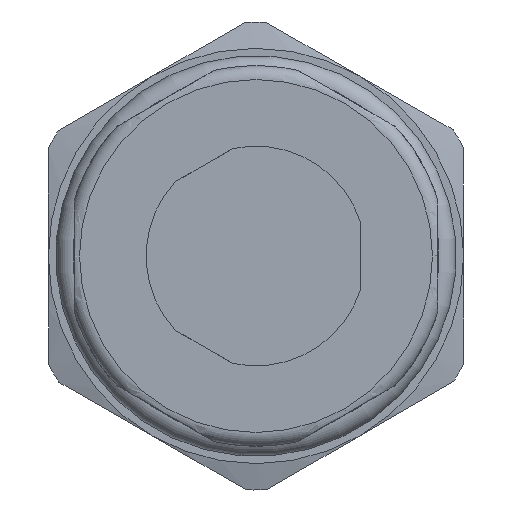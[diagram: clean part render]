
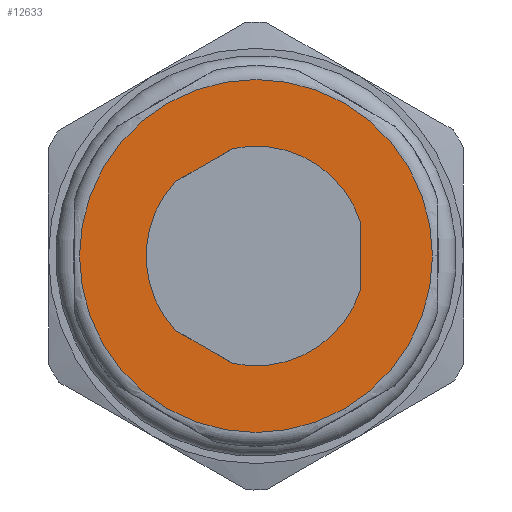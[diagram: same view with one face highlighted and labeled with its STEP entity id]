
A CAD part, left-side view. The second image highlights one B-rep face of the part: STEP entity #12633.
In plain terms, the highlighted planar face has unit normal (-1, 0, 0).
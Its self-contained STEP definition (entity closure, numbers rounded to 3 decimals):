
#370=PLANE('',#13400);
#674=FACE_BOUND('',#1452,.T.);
#734=FACE_OUTER_BOUND('',#1451,.T.);
#1451=EDGE_LOOP('',(#8239,#8240));
#1452=EDGE_LOOP('',(#8241,#8242,#8243,#8244,#8245,#8246));
#2229=CIRCLE('',#13401,10.2);
#2230=CIRCLE('',#13402,10.2);
#2231=CIRCLE('',#13403,6.35);
#2232=CIRCLE('',#13404,6.35);
#2233=CIRCLE('',#13405,6.35);
#3388=LINE('',#21287,#4100);
#3389=LINE('',#21291,#4101);
#3390=LINE('',#21295,#4102);
#4100=VECTOR('',#14081,10.);
#4101=VECTOR('',#14084,10.);
#4102=VECTOR('',#14087,10.);
#5003=VERTEX_POINT('',#21281);
#5004=VERTEX_POINT('',#21282);
#5005=VERTEX_POINT('',#21285);
#5006=VERTEX_POINT('',#21286);
#5007=VERTEX_POINT('',#21288);
#5008=VERTEX_POINT('',#21290);
#5009=VERTEX_POINT('',#21292);
#5010=VERTEX_POINT('',#21294);
#6299=EDGE_CURVE('',#5003,#5004,#2229,.T.);
#6300=EDGE_CURVE('',#5004,#5003,#2230,.T.);
#6301=EDGE_CURVE('',#5005,#5006,#3388,.T.);
#6302=EDGE_CURVE('',#5006,#5007,#2231,.T.);
#6303=EDGE_CURVE('',#5007,#5008,#3389,.T.);
#6304=EDGE_CURVE('',#5008,#5009,#2232,.T.);
#6305=EDGE_CURVE('',#5009,#5010,#3390,.T.);
#6306=EDGE_CURVE('',#5010,#5005,#2233,.T.);
#8239=ORIENTED_EDGE('',*,*,#6299,.F.);
#8240=ORIENTED_EDGE('',*,*,#6300,.F.);
#8241=ORIENTED_EDGE('',*,*,#6301,.T.);
#8242=ORIENTED_EDGE('',*,*,#6302,.T.);
#8243=ORIENTED_EDGE('',*,*,#6303,.T.);
#8244=ORIENTED_EDGE('',*,*,#6304,.T.);
#8245=ORIENTED_EDGE('',*,*,#6305,.T.);
#8246=ORIENTED_EDGE('',*,*,#6306,.T.);
#12633=ADVANCED_FACE('',(#734,#674),#370,.T.);
#13400=AXIS2_PLACEMENT_3D('',#21280,#14075,#14076);
#13401=AXIS2_PLACEMENT_3D('',#21283,#14077,#14078);
#13402=AXIS2_PLACEMENT_3D('',#21284,#14079,#14080);
#13403=AXIS2_PLACEMENT_3D('',#21289,#14082,#14083);
#13404=AXIS2_PLACEMENT_3D('',#21293,#14085,#14086);
#13405=AXIS2_PLACEMENT_3D('',#21296,#14088,#14089);
#14075=DIRECTION('center_axis',(-1.,0.,0.));
#14076=DIRECTION('ref_axis',(0.,0.,1.));
#14077=DIRECTION('center_axis',(1.,0.,0.));
#14078=DIRECTION('ref_axis',(0.,-1.,0.));
#14079=DIRECTION('center_axis',(1.,0.,0.));
#14080=DIRECTION('ref_axis',(0.,-1.,0.));
#14081=DIRECTION('',(0.,0.866,0.5));
#14082=DIRECTION('center_axis',(1.,0.,0.));
#14083=DIRECTION('ref_axis',(0.,-0.739,-0.673));
#14084=DIRECTION('',(0.,-0.866,0.5));
#14085=DIRECTION('center_axis',(1.,0.,0.));
#14086=DIRECTION('ref_axis',(0.,0.953,-0.304));
#14087=DIRECTION('',(0.,0.,-1.));
#14088=DIRECTION('center_axis',(1.,0.,0.));
#14089=DIRECTION('ref_axis',(0.,-0.213,0.977));
#21280=CARTESIAN_POINT('Origin',(0.,8.525,0.));
#21281=CARTESIAN_POINT('',(0.,10.2,0.));
#21282=CARTESIAN_POINT('',(0.,0.,10.2));
#21283=CARTESIAN_POINT('Origin',(0.,0.,0.));
#21284=CARTESIAN_POINT('Origin',(0.,0.,0.));
#21285=CARTESIAN_POINT('',(0.,1.355,-6.204));
#21286=CARTESIAN_POINT('',(0.,4.695,-4.275));
#21287=CARTESIAN_POINT('',(0.,7.057,-2.912));
#21288=CARTESIAN_POINT('',(0.,4.695,4.275));
#21289=CARTESIAN_POINT('Origin',(0.,0.,0.));
#21290=CARTESIAN_POINT('',(0.,1.355,6.204));
#21291=CARTESIAN_POINT('',(0.,5.387,3.876));
#21292=CARTESIAN_POINT('',(0.,-6.05,1.929));
#21293=CARTESIAN_POINT('Origin',(0.,0.,0.));
#21294=CARTESIAN_POINT('',(0.,-6.05,-1.929));
#21295=CARTESIAN_POINT('',(0.,-6.05,-0.964));
#21296=CARTESIAN_POINT('Origin',(0.,0.,0.));
